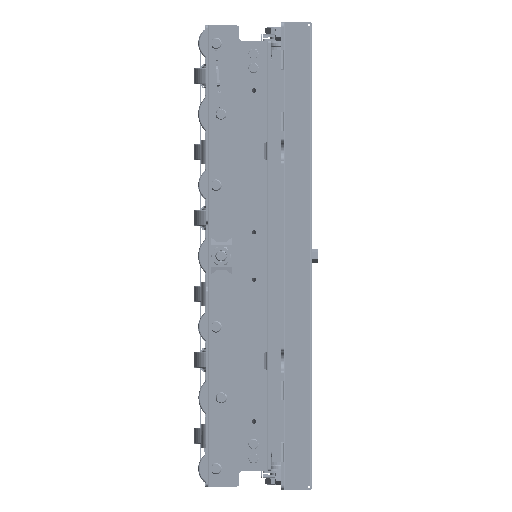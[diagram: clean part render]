
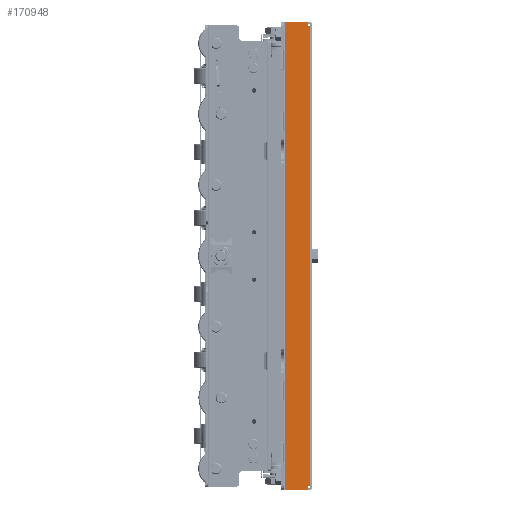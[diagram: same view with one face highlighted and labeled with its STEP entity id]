
A CAD part, left-side view. The second image highlights one B-rep face of the part: STEP entity #170948.
In plain terms, the highlighted planar face has unit normal (-1, 0, 0).
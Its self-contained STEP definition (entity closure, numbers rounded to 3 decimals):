
#25053=FACE_OUTER_BOUND('',#35752,.T.);
#35752=EDGE_LOOP('',(#114426,#114427,#114428,#114429,#114430,#114431,#114432,
#114433));
#52221=LINE('',#259903,#62817);
#52264=LINE('',#260014,#62860);
#52292=LINE('',#260087,#62888);
#52296=LINE('',#260096,#62892);
#52319=LINE('',#260178,#62915);
#52320=LINE('',#260180,#62916);
#52321=LINE('',#260181,#62917);
#52322=LINE('',#260182,#62918);
#62817=VECTOR('',#205392,24.4);
#62860=VECTOR('',#205481,24.4);
#62888=VECTOR('',#205543,2.3);
#62892=VECTOR('',#205549,2.3);
#62915=VECTOR('',#205622,485.8);
#62916=VECTOR('',#205625,4.6);
#62917=VECTOR('',#205626,4.6);
#62918=VECTOR('',#205627,495.);
#73738=VERTEX_POINT('',#259900);
#73739=VERTEX_POINT('',#259902);
#73783=VERTEX_POINT('',#260011);
#73784=VERTEX_POINT('',#260013);
#73811=VERTEX_POINT('',#260084);
#73812=VERTEX_POINT('',#260086);
#73815=VERTEX_POINT('',#260093);
#73816=VERTEX_POINT('',#260095);
#90620=EDGE_CURVE('',#73738,#73739,#52221,.T.);
#90677=EDGE_CURVE('',#73783,#73784,#52264,.T.);
#90715=EDGE_CURVE('',#73812,#73811,#52292,.T.);
#90719=EDGE_CURVE('',#73816,#73815,#52296,.T.);
#90764=EDGE_CURVE('',#73816,#73811,#52319,.T.);
#90765=EDGE_CURVE('',#73738,#73812,#52320,.T.);
#90766=EDGE_CURVE('',#73815,#73784,#52321,.T.);
#90767=EDGE_CURVE('',#73783,#73739,#52322,.T.);
#114426=ORIENTED_EDGE('',*,*,#90765,.T.);
#114427=ORIENTED_EDGE('',*,*,#90715,.T.);
#114428=ORIENTED_EDGE('',*,*,#90764,.F.);
#114429=ORIENTED_EDGE('',*,*,#90719,.T.);
#114430=ORIENTED_EDGE('',*,*,#90766,.T.);
#114431=ORIENTED_EDGE('',*,*,#90677,.F.);
#114432=ORIENTED_EDGE('',*,*,#90767,.T.);
#114433=ORIENTED_EDGE('',*,*,#90620,.F.);
#156114=PLANE('',#182431);
#170948=ADVANCED_FACE('',(#25053),#156114,.T.);
#182431=AXIS2_PLACEMENT_3D('',#260179,#205623,#205624);
#205392=DIRECTION('',(0.,1.,0.));
#205481=DIRECTION('',(0.,-1.,0.));
#205543=DIRECTION('',(0.,-1.,0.));
#205549=DIRECTION('',(0.,1.,0.));
#205622=DIRECTION('',(0.,0.,-1.));
#205623=DIRECTION('center_axis',(-1.,0.,0.));
#205624=DIRECTION('ref_axis',(0.,1.,0.));
#205625=DIRECTION('',(0.,0.,1.));
#205626=DIRECTION('',(0.,0.,1.));
#205627=DIRECTION('',(0.,0.,-1.));
#259900=CARTESIAN_POINT('',(153.389,329.833,-214.216));
#259902=CARTESIAN_POINT('',(153.389,354.233,-214.216));
#259903=CARTESIAN_POINT('',(153.389,354.233,-214.216));
#260011=CARTESIAN_POINT('',(153.389,354.233,280.784));
#260013=CARTESIAN_POINT('',(153.389,329.833,280.784));
#260014=CARTESIAN_POINT('',(153.389,354.233,280.784));
#260084=CARTESIAN_POINT('',(153.389,327.533,-209.616));
#260086=CARTESIAN_POINT('',(153.389,329.833,-209.616));
#260087=CARTESIAN_POINT('',(153.389,326.383,-209.616));
#260093=CARTESIAN_POINT('',(153.389,329.833,276.184));
#260095=CARTESIAN_POINT('',(153.389,327.533,276.184));
#260096=CARTESIAN_POINT('',(153.389,328.683,276.184));
#260178=CARTESIAN_POINT('',(153.389,327.533,280.784));
#260179=CARTESIAN_POINT('Origin',(153.389,327.533,280.784));
#260180=CARTESIAN_POINT('',(153.389,329.833,35.584));
#260181=CARTESIAN_POINT('',(153.389,329.833,280.784));
#260182=CARTESIAN_POINT('',(153.389,354.233,280.784));
